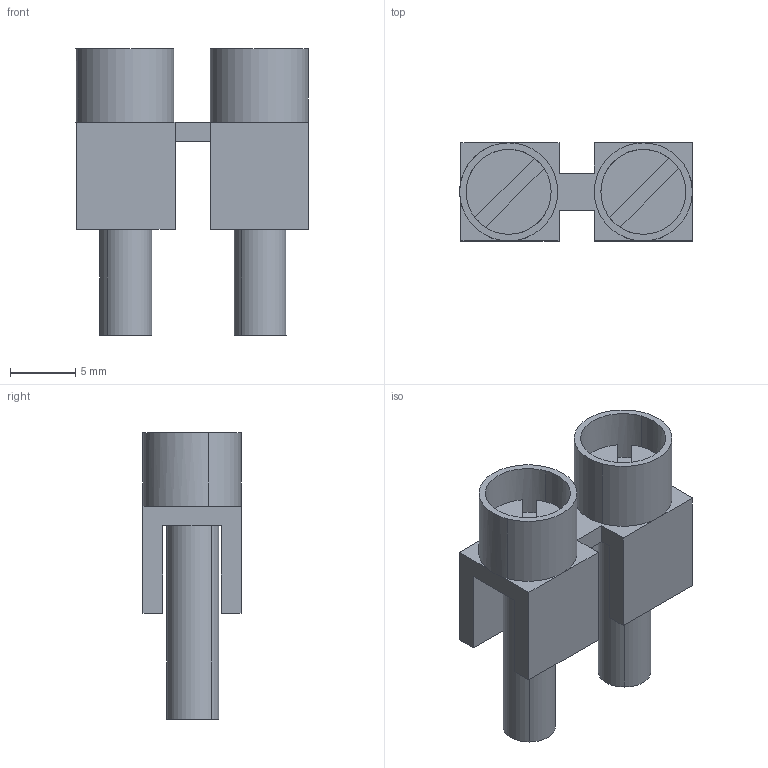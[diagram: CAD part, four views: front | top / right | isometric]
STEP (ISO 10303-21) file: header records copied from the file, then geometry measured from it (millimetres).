
FILE_DESCRIPTION(('Creo Elements/Direct Modeling STEP Export'),'2;1');
FILE_NAME('model.stp','2019-12-17T 0:30:23',(''),(''),'Creo Elements/Direct Modeling STEP processor for AP214 (Solid Model)','Creo Elements/Direct Modeling 20.1A 29-Sep-2018 (C) Parametric Technology GmbH','');
FILE_SCHEMA(('AUTOMOTIVE_DESIGN { 1 0 10303 214 1 1 1 1 }'));
Length unit declared in the file: millimetre
Products named in the file (2): FBI_2_10-select
Assembly tree (1 placements, depth 2):
  FBI_2_10-select
    FBI_2_10-select
Bounding box: 17.8 x 7.5 x 21.9 mm (x, y, z)
Volume: 1139.2 mm3; surface area: 1603 mm2
Topology: 1 solids, 1 shells, 53 faces, 134 edges, 87 vertices
Faces by surface type: plane 41, cylinder 12
Entity records: 1850 total; most frequent: ORIENTED_EDGE 268, CARTESIAN_POINT 232, DIRECTION 205, EDGE_CURVE 134, VERTEX_POINT 87, VECTOR 85, LINE 85, AXIS2_PLACEMENT_3D 60
